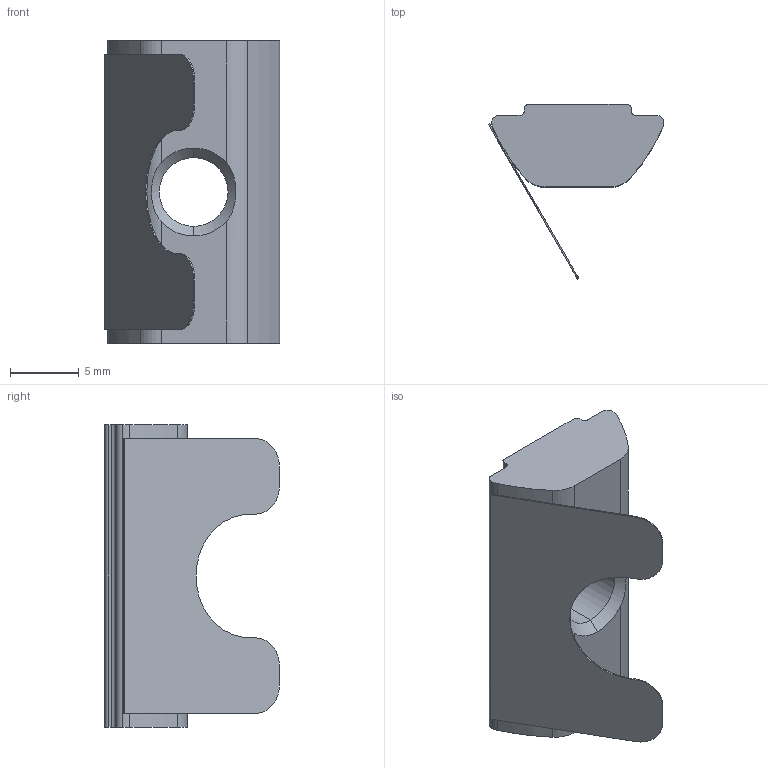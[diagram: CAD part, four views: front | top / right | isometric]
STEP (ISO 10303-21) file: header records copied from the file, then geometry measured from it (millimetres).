
FILE_DESCRIPTION (( 'STEP AP214' ), '1' );
FILE_NAME ('096406f.STEP', '2014-08-18T08:26:44', ( '' ), ( '' ), 'SwSTEP 2.0', 'SolidWorks 2014', '' );
FILE_SCHEMA (( 'AUTOMOTIVE_DESIGN' ));
Length unit declared in the file: millimetre
Products named in the file (1): 096406f
Bounding box: 12.75 x 12.71 x 22 mm (x, y, z)
Volume: 1198.9 mm3; surface area: 1195.4 mm2
Topology: 1 solids, 1 shells, 43 faces, 119 edges, 78 vertices
Faces by surface type: cylinder 20, plane 19, cone 4
Entity records: 1475 total; most frequent: CARTESIAN_POINT 271, DIRECTION 253, ORIENTED_EDGE 238, EDGE_CURVE 119, AXIS2_PLACEMENT_3D 92, VERTEX_POINT 78, VECTOR 69, LINE 69
